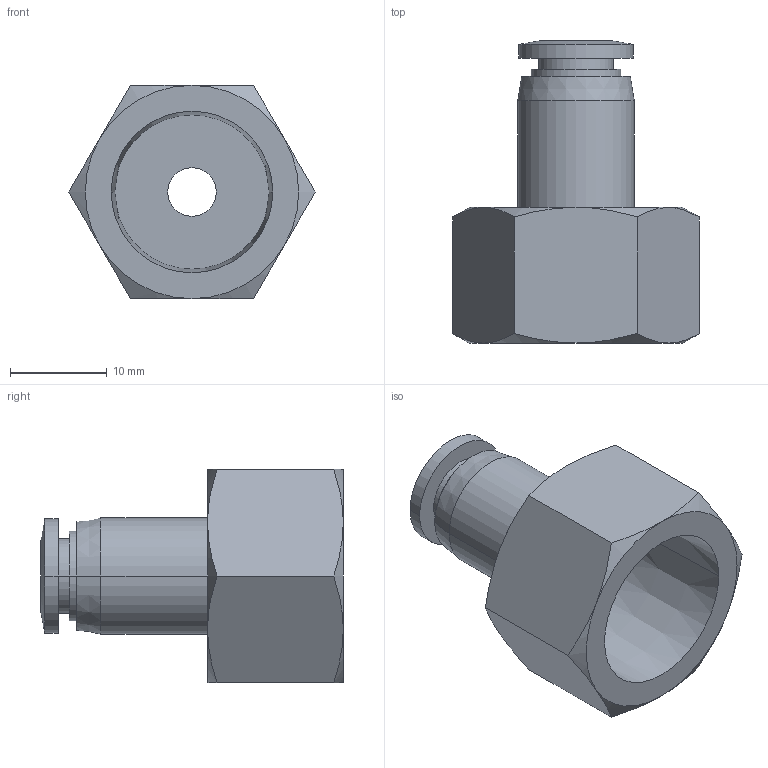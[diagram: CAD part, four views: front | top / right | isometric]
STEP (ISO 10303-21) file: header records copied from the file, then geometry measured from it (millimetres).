
FILE_DESCRIPTION (( 'STEP AP214' ), '1' );
FILE_NAME ('FS6M-38R.step', '2016-02-24T20:33:41', ( '' ), ( '' ), 'SwSTEP 2.0', 'SolidWorks 2015', '' );
FILE_SCHEMA (( 'AUTOMOTIVE_DESIGN' ));
Length unit declared in the file: inch
Products named in the file (1): FS6M-38R
Bounding box: 25.4 x 31.2 x 22 mm (x, y, z)
Volume: 4571.4 mm3; surface area: 3508.2 mm2
Topology: 1 solids, 1 shells, 46 faces, 96 edges, 58 vertices
Faces by surface type: cone 18, plane 14, cylinder 12, torus 2
Entity records: 2014 total; most frequent: CARTESIAN_POINT 403, DIRECTION 210, ORIENTED_EDGE 192, EDGE_CURVE 96, AXIS2_PLACEMENT_3D 93, VERTEX_POINT 58, EDGE_LOOP 54, DIMENSIONAL_EXPONENTS 49
